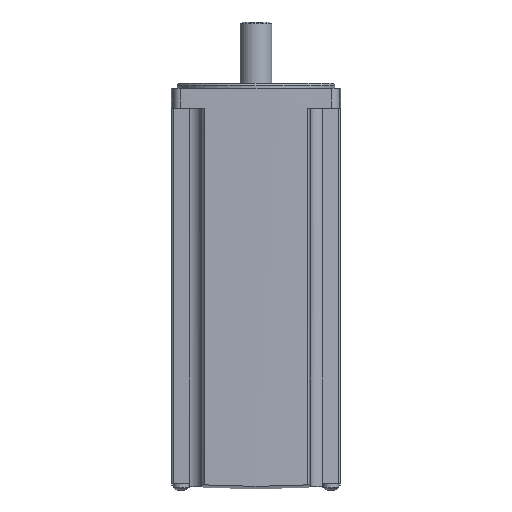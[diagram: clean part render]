
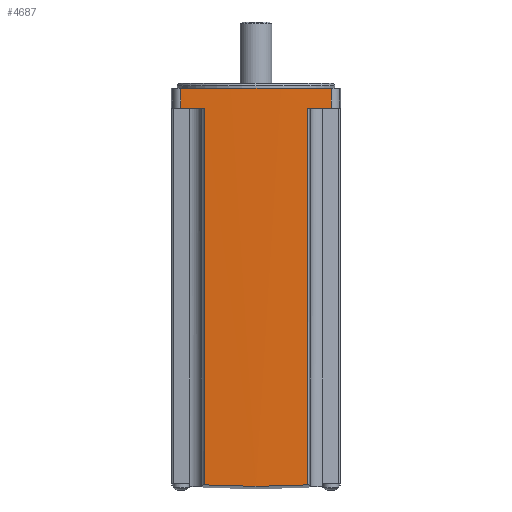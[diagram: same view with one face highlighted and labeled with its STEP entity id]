
A CAD part, front view. The second image highlights one B-rep face of the part: STEP entity #4687.
In plain terms, the highlighted cylindrical face has radius 1250.5 mm (diameter 2501 mm), a partial arc.
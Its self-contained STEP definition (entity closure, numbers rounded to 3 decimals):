
#92=B_SPLINE_CURVE_WITH_KNOTS('',3,(#7300,#7301,#7302,#7303),
 .UNSPECIFIED.,.F.,.F.,(4,4),(0.,0.062),
 .UNSPECIFIED.);
#151=LINE('',#7296,#456);
#152=LINE('',#7305,#457);
#153=LINE('',#7309,#458);
#154=LINE('',#7310,#459);
#456=VECTOR('',#5715,1000.);
#457=VECTOR('',#5720,1000.);
#458=VECTOR('',#5723,1000.);
#459=VECTOR('',#5724,1000.);
#751=CYLINDRICAL_SURFACE('',#5039,1250.5);
#930=ORIENTED_EDGE('',*,*,#2253,.F.);
#931=ORIENTED_EDGE('',*,*,#2255,.T.);
#932=ORIENTED_EDGE('',*,*,#2256,.T.);
#933=ORIENTED_EDGE('',*,*,#2257,.T.);
#934=ORIENTED_EDGE('',*,*,#2258,.F.);
#935=ORIENTED_EDGE('',*,*,#2214,.F.);
#936=ORIENTED_EDGE('',*,*,#2259,.T.);
#937=ORIENTED_EDGE('',*,*,#2260,.T.);
#2214=EDGE_CURVE('',#2880,#2881,#3360,.T.);
#2253=EDGE_CURVE('',#2912,#2913,#151,.T.);
#2255=EDGE_CURVE('',#2912,#2914,#92,.T.);
#2256=EDGE_CURVE('',#2914,#2915,#152,.T.);
#2257=EDGE_CURVE('',#2915,#2916,#3382,.T.);
#2258=EDGE_CURVE('',#2881,#2916,#153,.T.);
#2259=EDGE_CURVE('',#2880,#2917,#154,.T.);
#2260=EDGE_CURVE('',#2917,#2913,#3383,.T.);
#2880=VERTEX_POINT('',#7205);
#2881=VERTEX_POINT('',#7207);
#2912=VERTEX_POINT('',#7295);
#2913=VERTEX_POINT('',#7297);
#2914=VERTEX_POINT('',#7304);
#2915=VERTEX_POINT('',#7306);
#2916=VERTEX_POINT('',#7308);
#2917=VERTEX_POINT('',#7311);
#3360=CIRCLE('',#5010,1250.5);
#3382=CIRCLE('',#5040,1250.5);
#3383=CIRCLE('',#5041,1250.5);
#3657=EDGE_LOOP('',(#930,#931,#932,#933,#934,#935,#936,#937));
#4104=FACE_BOUND('',#3657,.T.);
#4687=ADVANCED_FACE('',(#4104),#751,.T.);
#5010=AXIS2_PLACEMENT_3D('',#7206,#5644,#5645);
#5039=AXIS2_PLACEMENT_3D('',#7299,#5718,#5719);
#5040=AXIS2_PLACEMENT_3D('',#7307,#5721,#5722);
#5041=AXIS2_PLACEMENT_3D('',#7312,#5725,#5726);
#5644=DIRECTION('',(0.,0.,1.));
#5645=DIRECTION('',(1.,0.,0.));
#5715=DIRECTION('',(0.,0.,1.));
#5718=DIRECTION('',(0.,0.,1.));
#5719=DIRECTION('',(1.,0.,0.));
#5720=DIRECTION('',(0.,0.,1.));
#5721=DIRECTION('',(0.,0.,1.));
#5722=DIRECTION('',(1.,0.,0.));
#5723=DIRECTION('',(0.,0.,-1.));
#5724=DIRECTION('',(0.,0.,-1.));
#5725=DIRECTION('',(0.,0.,1.));
#5726=DIRECTION('',(1.,0.,0.));
#7205=CARTESIAN_POINT('',(-45.362,-50.177,0.));
#7206=CARTESIAN_POINT('',(0.,1199.5,0.));
#7207=CARTESIAN_POINT('',(45.362,-50.177,0.));
#7295=CARTESIAN_POINT('',(-30.865,-50.619,-238.619));
#7296=CARTESIAN_POINT('',(-30.865,-50.619,-246.));
#7297=CARTESIAN_POINT('',(-30.865,-50.619,-12.));
#7299=CARTESIAN_POINT('',(0.,1199.5,-246.));
#7300=CARTESIAN_POINT('',(-30.865,-50.619,-238.619));
#7301=CARTESIAN_POINT('',(-10.288,-51.127,-239.795));
#7302=CARTESIAN_POINT('',(10.288,-51.127,-239.795));
#7303=CARTESIAN_POINT('',(30.865,-50.619,-238.619));
#7304=CARTESIAN_POINT('',(30.865,-50.619,-238.619));
#7305=CARTESIAN_POINT('',(30.865,-50.619,-246.));
#7306=CARTESIAN_POINT('',(30.865,-50.619,-12.));
#7307=CARTESIAN_POINT('',(0.,1199.5,-12.));
#7308=CARTESIAN_POINT('',(45.362,-50.177,-12.));
#7309=CARTESIAN_POINT('',(45.362,-50.177,0.));
#7310=CARTESIAN_POINT('',(-45.362,-50.177,0.));
#7311=CARTESIAN_POINT('',(-45.362,-50.177,-12.));
#7312=CARTESIAN_POINT('',(0.,1199.5,-12.));
